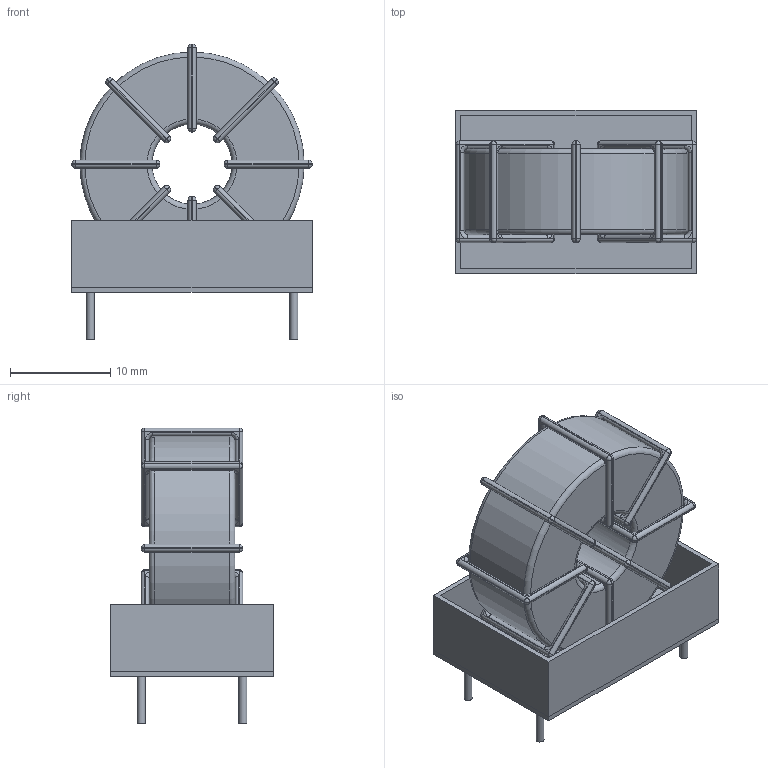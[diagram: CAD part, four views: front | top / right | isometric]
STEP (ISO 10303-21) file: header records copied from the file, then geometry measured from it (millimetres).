
FILE_DESCRIPTION(('FreeCAD Model'),'2;1');
FILE_NAME('L_CommonMode_Toroid_Vertical_L24.0mm_W16.3mm_Px10.16mm_Py20.32mm_muRATA_5200.step','2018-01-10T11:48:54',('kicad StepUp'),('ksu MCAD'), 'Open CASCADE STEP processor 6.8','FreeCAD','Unknown');
FILE_SCHEMA(('AUTOMOTIVE_DESIGN_CC2 { 1 2 10303 214 -1 1 5 4 }'));
Length unit declared in the file: millimetre
Products named in the file (1): L_CommonMode_Toroid_Vertical_L24.0mm_W16.3mm_Px10.16mm_Py20.32mm_ muRATA_5200
Bounding box: 24 x 16.3 x 29.55 mm (x, y, z)
Volume: 3547.3 mm3; surface area: 4075.3 mm2
Topology: 2 solids, 2 shells, 459 faces, 1134 edges, 603 vertices
Faces by surface type: cylinder 204, plane 124, torus 67, sphere 64
Full cylindrical faces by diameter (mm): 0.8 x4
Entity records: 13876 total; most frequent: CARTESIAN_POINT 6011, ORIENTED_EDGE 1617, EDGE_CURVE 1070, AXIS2_PLACEMENT_3D 814, VERTEX_POINT 603, FACE_BOUND 481, EDGE_LOOP 481, ADVANCED_FACE 459
